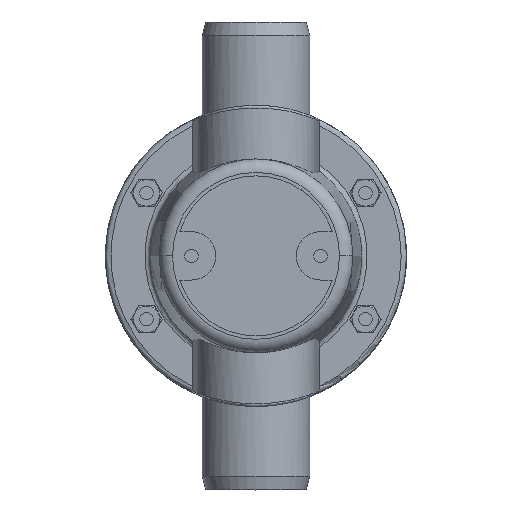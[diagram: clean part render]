
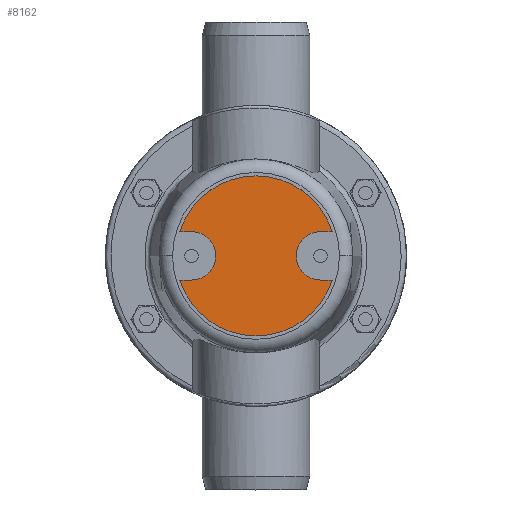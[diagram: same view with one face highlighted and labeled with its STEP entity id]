
A CAD part, top view. The second image highlights one B-rep face of the part: STEP entity #8162.
In plain terms, the highlighted planar face has unit normal (0, 0, 1).
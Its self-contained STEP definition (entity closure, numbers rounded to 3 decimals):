
#2236=CARTESIAN_POINT('',(-24.,0.,63.));
#2237=DIRECTION('',(0.,0.,1.));
#2238=DIRECTION('',(0.,-1.,0.));
#2239=AXIS2_PLACEMENT_3D('',#2236,#2237,#2238);
#2241=DIRECTION('',(-1.,0.,0.));
#2242=VECTOR('',#2241,4.356);
#2243=CARTESIAN_POINT('',(-24.,9.,63.));
#2244=LINE('',#2243,#2242);
#2245=CARTESIAN_POINT('',(0.,0.,63.));
#2246=DIRECTION('',(0.,0.,-1.));
#2247=DIRECTION('',(-0.953,0.303,0.));
#2248=AXIS2_PLACEMENT_3D('',#2245,#2246,#2247);
#2250=CARTESIAN_POINT('',(0.,0.,63.));
#2251=DIRECTION('',(0.,0.,-1.));
#2252=DIRECTION('',(0.,1.,0.));
#2253=AXIS2_PLACEMENT_3D('',#2250,#2251,#2252);
#2255=CARTESIAN_POINT('',(24.,0.,63.));
#2256=DIRECTION('',(0.,0.,1.));
#2257=DIRECTION('',(0.,1.,0.));
#2258=AXIS2_PLACEMENT_3D('',#2255,#2256,#2257);
#2260=CARTESIAN_POINT('',(0.,0.,63.));
#2261=DIRECTION('',(0.,0.,-1.));
#2262=DIRECTION('',(0.953,-0.303,0.));
#2263=AXIS2_PLACEMENT_3D('',#2260,#2261,#2262);
#2265=CARTESIAN_POINT('',(0.,0.,63.));
#2266=DIRECTION('',(0.,0.,-1.));
#2267=DIRECTION('',(0.,-1.,0.));
#2268=AXIS2_PLACEMENT_3D('',#2265,#2266,#2267);
#2270=DIRECTION('',(1.,0.,0.));
#2271=VECTOR('',#2270,4.356);
#2272=CARTESIAN_POINT('',(-28.356,-9.,63.));
#2273=LINE('',#2272,#2271);
#2290=DIRECTION('',(-1.,0.,0.));
#2291=VECTOR('',#2290,4.356);
#2292=CARTESIAN_POINT('',(28.356,-9.,63.));
#2293=LINE('',#2292,#2291);
#2306=DIRECTION('',(1.,0.,0.));
#2307=VECTOR('',#2306,4.356);
#2308=CARTESIAN_POINT('',(24.,9.,63.));
#2309=LINE('',#2308,#2307);
#4169=CARTESIAN_POINT('',(-28.356,9.,63.));
#4170=VERTEX_POINT('',#4169);
#4171=CARTESIAN_POINT('',(28.356,9.,63.));
#4172=VERTEX_POINT('',#4171);
#4173=CARTESIAN_POINT('',(0.,29.75,63.));
#4174=VERTEX_POINT('',#4173);
#4175=CARTESIAN_POINT('',(-24.,9.,63.));
#4176=VERTEX_POINT('',#4175);
#4177=CARTESIAN_POINT('',(-24.,-9.,63.));
#4178=VERTEX_POINT('',#4177);
#4179=CARTESIAN_POINT('',(24.,9.,63.));
#4180=VERTEX_POINT('',#4179);
#4181=CARTESIAN_POINT('',(24.,-9.,63.));
#4182=VERTEX_POINT('',#4181);
#4183=CARTESIAN_POINT('',(28.356,-9.,63.));
#4184=VERTEX_POINT('',#4183);
#4185=CARTESIAN_POINT('',(0.,-29.75,63.));
#4186=VERTEX_POINT('',#4185);
#4187=CARTESIAN_POINT('',(-28.356,-9.,63.));
#4188=VERTEX_POINT('',#4187);
#8138=CARTESIAN_POINT('',(0.,0.,63.));
#8139=DIRECTION('',(0.,0.,1.));
#8140=DIRECTION('',(0.,-1.,0.));
#8141=AXIS2_PLACEMENT_3D('',#8138,#8139,#8140);
#8142=PLANE('',#8141);
#8144=ORIENTED_EDGE('',*,*,#8143,.T.);
#8145=ORIENTED_EDGE('',*,*,#8124,.T.);
#8146=ORIENTED_EDGE('',*,*,#8105,.T.);
#8147=ORIENTED_EDGE('',*,*,#8103,.T.);
#8149=ORIENTED_EDGE('',*,*,#8148,.F.);
#8151=ORIENTED_EDGE('',*,*,#8150,.T.);
#8153=ORIENTED_EDGE('',*,*,#8152,.F.);
#8155=ORIENTED_EDGE('',*,*,#8154,.T.);
#8157=ORIENTED_EDGE('',*,*,#8156,.T.);
#8159=ORIENTED_EDGE('',*,*,#8158,.T.);
#8160=EDGE_LOOP('',(#8144,#8145,#8146,#8147,#8149,#8151,#8153,#8155,#8157,
#8159));
#8161=FACE_OUTER_BOUND('',#8160,.F.);
#2240=CIRCLE('',#2239,9.);
#2249=CIRCLE('',#2248,29.75);
#2254=CIRCLE('',#2253,29.75);
#2259=CIRCLE('',#2258,9.);
#2264=CIRCLE('',#2263,29.75);
#2269=CIRCLE('',#2268,29.75);
#8103=EDGE_CURVE('',#4174,#4172,#2254,.T.);
#8105=EDGE_CURVE('',#4170,#4174,#2249,.T.);
#8124=EDGE_CURVE('',#4176,#4170,#2244,.T.);
#8143=EDGE_CURVE('',#4178,#4176,#2240,.T.);
#8148=EDGE_CURVE('',#4180,#4172,#2309,.T.);
#8150=EDGE_CURVE('',#4180,#4182,#2259,.T.);
#8152=EDGE_CURVE('',#4184,#4182,#2293,.T.);
#8154=EDGE_CURVE('',#4184,#4186,#2264,.T.);
#8156=EDGE_CURVE('',#4186,#4188,#2269,.T.);
#8158=EDGE_CURVE('',#4188,#4178,#2273,.T.);
#8162=ADVANCED_FACE('',(#8161),#8142,.T.);
